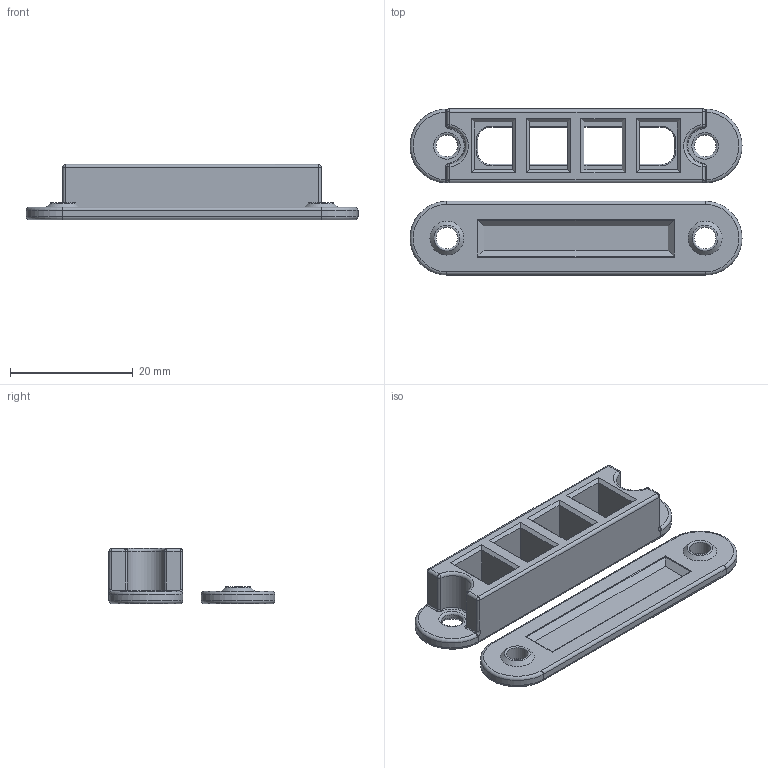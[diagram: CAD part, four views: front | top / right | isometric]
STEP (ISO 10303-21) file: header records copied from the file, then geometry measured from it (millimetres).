
FILE_DESCRIPTION(/* description */ (''),/* implementation_level */ '2;1');
FILE_NAME(/* name */ 'JST-XH Mount 2-2-2-2 v2.step',/* time_stamp */ '2022-12-02T14:41:56-06:00',/* author */ (''),/* organization */ (''),/* preprocessor_version */ 'ST-DEVELOPER v19.2',/* originating_system */ 'Autodesk Translation Framework v11.17.0.187',/* authorisation */ '');
FILE_SCHEMA (('AUTOMOTIVE_DESIGN { 1 0 10303 214 3 1 1 }'));
Length unit declared in the file: millimetre
Products named in the file (1): JST-XH Mount 2-2-2-2
Bounding box: 54 x 27 x 9 mm (x, y, z)
Volume: 3820.2 mm3; surface area: 4296.1 mm2
Topology: 2 solids, 2 shells, 188 faces, 476 edges, 282 vertices
Faces by surface type: plane 76, cylinder 62, torus 34, bspline 12, cone 4
Full cylindrical faces by diameter (mm): 3.5 x4
Entity records: 5948 total; most frequent: CARTESIAN_POINT 1379, DIRECTION 974, ORIENTED_EDGE 936, EDGE_CURVE 468, AXIS2_PLACEMENT_3D 353, VERTEX_POINT 282, LINE 268, VECTOR 268
